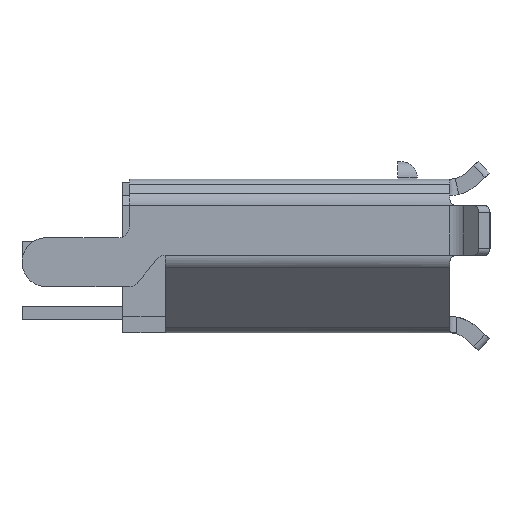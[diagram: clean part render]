
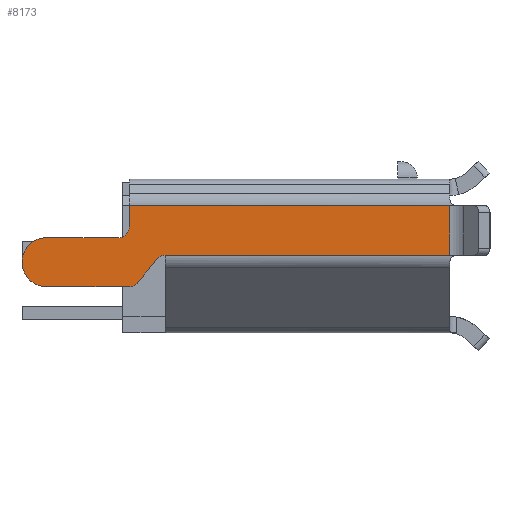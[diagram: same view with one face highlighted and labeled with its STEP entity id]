
A CAD part, left-side view. The second image highlights one B-rep face of the part: STEP entity #8173.
In plain terms, the highlighted planar face has unit normal (-1, 0, 0).
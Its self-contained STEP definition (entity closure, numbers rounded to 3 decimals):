
#320=CIRCLE('',#8766,0.166);
#321=CIRCLE('',#8767,0.375);
#322=CIRCLE('',#8768,0.155);
#323=CIRCLE('',#8769,0.155);
#2067=ORIENTED_EDGE('',*,*,#3711,.F.);
#2068=ORIENTED_EDGE('',*,*,#3708,.F.);
#2069=ORIENTED_EDGE('',*,*,#3592,.T.);
#2070=ORIENTED_EDGE('',*,*,#3712,.T.);
#2071=ORIENTED_EDGE('',*,*,#3713,.F.);
#2072=ORIENTED_EDGE('',*,*,#3714,.F.);
#2073=ORIENTED_EDGE('',*,*,#3715,.F.);
#2074=ORIENTED_EDGE('',*,*,#3716,.F.);
#2075=ORIENTED_EDGE('',*,*,#3717,.F.);
#2076=ORIENTED_EDGE('',*,*,#3718,.F.);
#2077=ORIENTED_EDGE('',*,*,#3656,.T.);
#3592=EDGE_CURVE('',#4546,#4545,#5469,.T.);
#3656=EDGE_CURVE('',#4601,#4602,#5511,.T.);
#3708=EDGE_CURVE('',#4546,#4631,#5550,.T.);
#3711=EDGE_CURVE('',#4631,#4602,#5552,.T.);
#3712=EDGE_CURVE('',#4545,#4633,#320,.F.);
#3713=EDGE_CURVE('',#4634,#4633,#5553,.T.);
#3714=EDGE_CURVE('',#4635,#4634,#321,.T.);
#3715=EDGE_CURVE('',#4636,#4635,#5554,.T.);
#3716=EDGE_CURVE('',#4637,#4636,#322,.T.);
#3717=EDGE_CURVE('',#4638,#4637,#5555,.T.);
#3718=EDGE_CURVE('',#4601,#4638,#323,.T.);
#4545=VERTEX_POINT('',#12953);
#4546=VERTEX_POINT('',#12955);
#4601=VERTEX_POINT('',#13089);
#4602=VERTEX_POINT('',#13090);
#4631=VERTEX_POINT('',#13198);
#4633=VERTEX_POINT('',#13208);
#4634=VERTEX_POINT('',#13210);
#4635=VERTEX_POINT('',#13212);
#4636=VERTEX_POINT('',#13214);
#4637=VERTEX_POINT('',#13216);
#4638=VERTEX_POINT('',#13218);
#5469=LINE('',#12954,#6450);
#5511=LINE('',#13088,#6492);
#5550=LINE('',#13197,#6531);
#5552=LINE('',#13206,#6533);
#5553=LINE('',#13209,#6534);
#5554=LINE('',#13213,#6535);
#5555=LINE('',#13217,#6536);
#6450=VECTOR('',#10374,1000.);
#6492=VECTOR('',#10474,1000.);
#6531=VECTOR('',#10569,1000.);
#6533=VECTOR('',#10573,1000.);
#6534=VECTOR('',#10576,1000.);
#6535=VECTOR('',#10579,1000.);
#6536=VECTOR('',#10582,1000.);
#7014=EDGE_LOOP('',(#2067,#2068,#2069,#2070,#2071,#2072,#2073,#2074,#2075,
#2076,#2077));
#7459=FACE_BOUND('',#7014,.T.);
#7817=PLANE('',#8765);
#8173=ADVANCED_FACE('',(#7459),#7817,.T.);
#8765=AXIS2_PLACEMENT_3D('',#13205,#10571,#10572);
#8766=AXIS2_PLACEMENT_3D('',#13207,#10574,#10575);
#8767=AXIS2_PLACEMENT_3D('',#13211,#10577,#10578);
#8768=AXIS2_PLACEMENT_3D('',#13215,#10580,#10581);
#8769=AXIS2_PLACEMENT_3D('',#13219,#10583,#10584);
#10374=DIRECTION('',(0.,0.,-1.));
#10474=DIRECTION('',(0.,-1.,0.));
#10569=DIRECTION('',(0.,-1.,0.));
#10571=DIRECTION('',(-1.,0.,0.));
#10572=DIRECTION('',(0.,0.,1.));
#10573=DIRECTION('',(0.,0.,-1.));
#10574=DIRECTION('',(-1.,0.,0.));
#10575=DIRECTION('',(0.,0.,1.));
#10576=DIRECTION('',(0.,-1.,0.));
#10577=DIRECTION('',(1.,0.,0.));
#10578=DIRECTION('',(0.,-1.,0.));
#10579=DIRECTION('',(0.,1.,0.));
#10580=DIRECTION('',(1.,0.,0.));
#10581=DIRECTION('',(0.,1.,0.));
#10582=DIRECTION('',(0.,0.644,-0.765));
#10583=DIRECTION('',(-1.,0.,0.));
#10584=DIRECTION('',(0.,1.,0.));
#12953=CARTESIAN_POINT('',(-3.7,2.45,0.446));
#12954=CARTESIAN_POINT('',(-3.7,2.45,-0.095));
#12955=CARTESIAN_POINT('',(-3.7,2.45,0.767));
#13088=CARTESIAN_POINT('',(-3.7,2.45,0.013));
#13089=CARTESIAN_POINT('',(-3.7,1.9,0.013));
#13090=CARTESIAN_POINT('',(-3.7,-2.45,0.013));
#13197=CARTESIAN_POINT('',(-3.7,2.45,0.767));
#13198=CARTESIAN_POINT('',(-3.7,-2.45,0.767));
#13205=CARTESIAN_POINT('',(-3.7,2.45,-0.095));
#13206=CARTESIAN_POINT('',(-3.7,-2.45,-0.095));
#13207=CARTESIAN_POINT('',(-3.7,2.616,0.446));
#13208=CARTESIAN_POINT('',(-3.7,2.616,0.28));
#13209=CARTESIAN_POINT('',(-3.7,3.715,0.28));
#13210=CARTESIAN_POINT('',(-3.7,3.715,0.28));
#13211=CARTESIAN_POINT('',(-3.7,3.715,-0.095));
#13212=CARTESIAN_POINT('',(-3.7,3.715,-0.47));
#13213=CARTESIAN_POINT('',(-3.7,2.45,-0.47));
#13214=CARTESIAN_POINT('',(-3.7,2.45,-0.47));
#13215=CARTESIAN_POINT('',(-3.7,2.45,-0.315));
#13216=CARTESIAN_POINT('',(-3.7,2.332,-0.415));
#13217=CARTESIAN_POINT('',(-3.7,2.018,-0.042));
#13218=CARTESIAN_POINT('',(-3.7,2.018,-0.042));
#13219=CARTESIAN_POINT('',(-3.7,1.9,-0.142));
